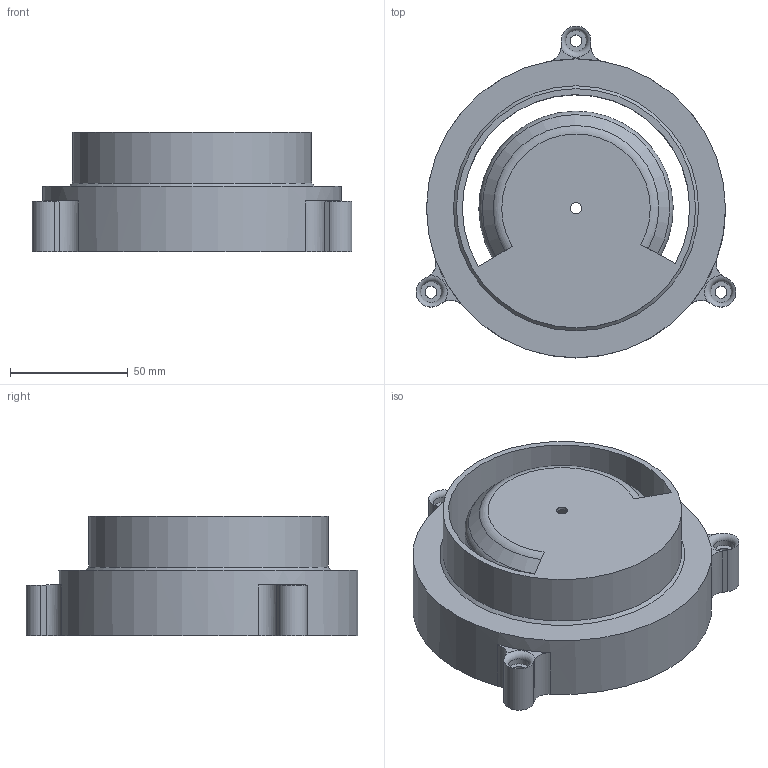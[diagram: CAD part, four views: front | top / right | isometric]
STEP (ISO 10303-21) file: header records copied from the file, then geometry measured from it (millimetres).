
FILE_DESCRIPTION(/* description */ (''),/* implementation_level */ '2;1');
FILE_NAME(/* name */ 'Base.step',/* time_stamp */ '2025-12-02T22:43:23-08:00',/* author */ (''),/* organization */ (''),/* preprocessor_version */ 'ST-DEVELOPER v20.1',/* originating_system */ 'Autodesk Translation Framework v14.21.0.0',/* authorisation */ '');
FILE_SCHEMA (('AUTOMOTIVE_DESIGN { 1 0 10303 214 3 1 1 }'));
Length unit declared in the file: metre
Products named in the file (1): Base
Bounding box: 135.88 x 140.97 x 50.8 mm (x, y, z)
Volume: 375531.2 mm3; surface area: 80882 mm2
Topology: 1 solids, 1 shells, 75 faces, 181 edges, 120 vertices
Faces by surface type: plane 36, cylinder 31, torus 5, cone 3
Full cylindrical faces by diameter (mm): 2.159 x4, 4.826 x1, 5.08 x7, 8.89 x3, 99.822 x1, 99.932 x1, 101.6 x1, 116.84 x1, 127 x1
Entity records: 2312 total; most frequent: CARTESIAN_POINT 425, DIRECTION 410, ORIENTED_EDGE 362, EDGE_CURVE 181, AXIS2_PLACEMENT_3D 165, VERTEX_POINT 120, EDGE_LOOP 97, CIRCLE 89
